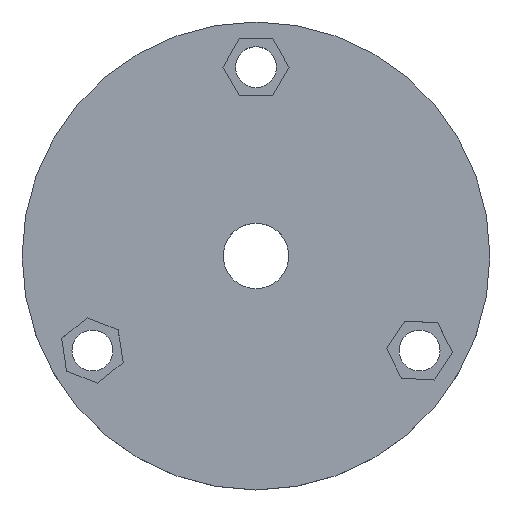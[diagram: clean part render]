
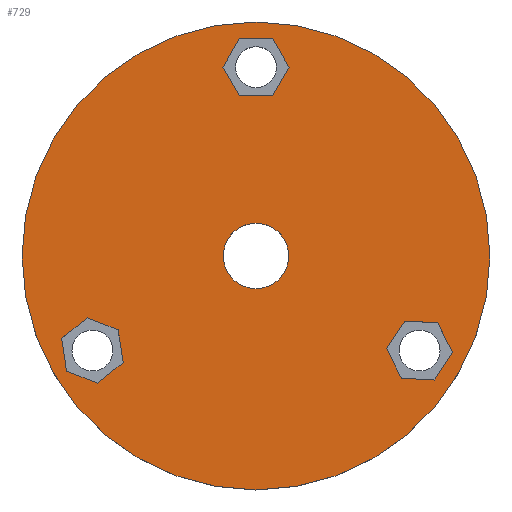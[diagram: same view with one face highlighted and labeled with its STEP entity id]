
A CAD part, top view. The second image highlights one B-rep face of the part: STEP entity #729.
In plain terms, the highlighted planar face has unit normal (0, 0, 1).
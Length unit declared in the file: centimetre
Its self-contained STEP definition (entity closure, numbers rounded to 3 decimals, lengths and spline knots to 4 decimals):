
#42=CARTESIAN_POINT('',(-3.12,5.6244,0.7));
#43=VERTEX_POINT('',#42);
#50=CARTESIAN_POINT('',(-3.5242,5.6244,0.7));
#51=VERTEX_POINT('',#50);
#52=CARTESIAN_POINT('',(-12348.3221,5.6244,0.7));
#53=DIRECTION('',(1.,-0.,0.));
#54=VECTOR('',#53,24690.);
#55=LINE('',#52,#54);
#56=EDGE_CURVE('',#51,#43,#55,.T.);
#81=CARTESIAN_POINT('',(-3.7262,5.2744,0.7));
#82=VERTEX_POINT('',#81);
#83=CARTESIAN_POINT('',(-6176.6249,-10686.4998,0.7));
#84=DIRECTION('',(0.5,0.866,-0.));
#85=VECTOR('',#84,24690.);
#86=LINE('',#83,#85);
#87=EDGE_CURVE('',#82,#51,#86,.T.);
#112=CARTESIAN_POINT('',(-3.5242,4.9244,0.7));
#113=VERTEX_POINT('',#112);
#114=CARTESIAN_POINT('',(6169.3745,-10686.8498,0.7));
#115=DIRECTION('',(-0.5,0.866,0.));
#116=VECTOR('',#115,24690.);
#117=LINE('',#114,#116);
#118=EDGE_CURVE('',#113,#82,#117,.T.);
#143=CARTESIAN_POINT('',(-3.12,4.9244,0.7));
#144=VERTEX_POINT('',#143);
#145=CARTESIAN_POINT('',(12341.6779,4.9244,0.7));
#146=DIRECTION('',(-1.,0.,0.));
#147=VECTOR('',#146,24690.);
#148=LINE('',#145,#147);
#149=EDGE_CURVE('',#144,#113,#148,.T.);
#174=CARTESIAN_POINT('',(-2.918,5.2744,0.7));
#175=VERTEX_POINT('',#174);
#176=CARTESIAN_POINT('',(6168.9813,10695.3174,0.7));
#177=DIRECTION('',(-0.5,-0.866,0.));
#178=VECTOR('',#177,24690.);
#179=LINE('',#176,#178);
#180=EDGE_CURVE('',#175,#144,#179,.T.);
#203=CARTESIAN_POINT('',(-6175.0192,10695.6674,0.7));
#204=DIRECTION('',(0.5,-0.866,0.));
#205=VECTOR('',#204,24690.);
#206=LINE('',#203,#205);
#207=EDGE_CURVE('',#43,#175,#206,.T.);
#253=CARTESIAN_POINT('',(-1.1011,2.1486,0.7));
#254=VERTEX_POINT('',#253);
#261=CARTESIAN_POINT('',(-1.5046,2.1709,0.7));
#262=VERTEX_POINT('',#261);
#263=CARTESIAN_POINT('',(-12328.5988,682.0403,0.7));
#264=DIRECTION('',(0.998,-0.055,0.));
#265=VECTOR('',#264,24690.);
#266=LINE('',#263,#265);
#267=EDGE_CURVE('',#262,#254,#266,.T.);
#292=CARTESIAN_POINT('',(-1.7256,1.8325,0.7));
#293=VERTEX_POINT('',#292);
#294=CARTESIAN_POINT('',(-6753.528,-10332.9998,0.7));
#295=DIRECTION('',(0.547,0.837,-0.));
#296=VECTOR('',#295,24690.);
#297=LINE('',#294,#296);
#298=EDGE_CURVE('',#293,#262,#297,.T.);
#323=CARTESIAN_POINT('',(-1.5431,1.4719,0.7));
#324=VERTEX_POINT('',#323);
#325=CARTESIAN_POINT('',(5572.3178,-11012.2573,0.7));
#326=DIRECTION('',(-0.452,0.892,0.));
#327=VECTOR('',#326,24690.);
#328=LINE('',#325,#327);
#329=EDGE_CURVE('',#324,#293,#328,.T.);
#354=CARTESIAN_POINT('',(-1.1396,1.4497,0.7));
#355=VERTEX_POINT('',#354);
#356=CARTESIAN_POINT('',(12323.8971,-678.3063,0.7));
#357=DIRECTION('',(-0.998,0.055,0.));
#358=VECTOR('',#357,24690.);
#359=LINE('',#356,#358);
#360=EDGE_CURVE('',#355,#324,#359,.T.);
#385=CARTESIAN_POINT('',(-0.9186,1.788,0.7));
#386=VERTEX_POINT('',#385);
#387=CARTESIAN_POINT('',(6750.8148,10336.5147,0.7));
#388=DIRECTION('',(-0.547,-0.837,0.));
#389=VECTOR('',#388,24690.);
#390=LINE('',#387,#389);
#391=EDGE_CURVE('',#386,#355,#390,.T.);
#414=CARTESIAN_POINT('',(-5575.8354,11017.6038,0.7));
#415=DIRECTION('',(0.452,-0.892,0.));
#416=VECTOR('',#415,24690.);
#417=LINE('',#414,#416);
#418=EDGE_CURVE('',#254,#386,#417,.T.);
#464=CARTESIAN_POINT('',(-5.0065,2.0627,0.7));
#465=VERTEX_POINT('',#464);
#472=CARTESIAN_POINT('',(-5.3829,2.2098,0.7));
#473=VERTEX_POINT('',#472);
#474=CARTESIAN_POINT('',(-11503.107,4494.2664,0.7));
#475=DIRECTION('',(0.931,-0.364,0.));
#476=VECTOR('',#475,24690.);
#477=LINE('',#474,#476);
#478=EDGE_CURVE('',#473,#465,#477,.T.);
#503=CARTESIAN_POINT('',(-5.6985,1.9573,0.7));
#504=VERTEX_POINT('',#503);
#505=CARTESIAN_POINT('',(-9644.4672,-7709.0726,0.7));
#506=DIRECTION('',(0.781,0.625,-0.));
#507=VECTOR('',#506,24690.);
#508=LINE('',#505,#507);
#509=EDGE_CURVE('',#504,#473,#508,.T.);
#534=CARTESIAN_POINT('',(-5.6377,1.5578,0.7));
#535=VERTEX_POINT('',#534);
#536=CARTESIAN_POINT('',(1853.0344,-12202.0886,0.7));
#537=DIRECTION('',(-0.151,0.989,0.));
#538=VECTOR('',#537,24690.);
#539=LINE('',#536,#538);
#540=EDGE_CURVE('',#535,#504,#539,.T.);
#565=CARTESIAN_POINT('',(-5.2612,1.4107,0.7));
#566=VERTEX_POINT('',#565);
#567=CARTESIAN_POINT('',(11493.8062,-4491.1708,0.7));
#568=DIRECTION('',(-0.931,0.364,0.));
#569=VECTOR('',#568,24690.);
#570=LINE('',#567,#569);
#571=EDGE_CURVE('',#566,#535,#570,.T.);
#596=CARTESIAN_POINT('',(-4.9457,1.6632,0.7));
#597=VERTEX_POINT('',#596);
#598=CARTESIAN_POINT('',(9635.6063,7714.1198,0.7));
#599=DIRECTION('',(-0.781,-0.625,0.));
#600=VECTOR('',#599,24690.);
#601=LINE('',#598,#600);
#602=EDGE_CURVE('',#597,#566,#601,.T.);
#625=CARTESIAN_POINT('',(-1863.8053,12206.5411,0.7));
#626=DIRECTION('',(0.151,-0.989,0.));
#627=VECTOR('',#626,24690.);
#628=LINE('',#625,#627);
#629=EDGE_CURVE('',#465,#597,#628,.T.);
#660=CARTESIAN_POINT('',(-3.3221,2.9662,0.7));
#661=DIRECTION('',(0.,0.,1.));
#662=DIRECTION('',(1.,0.,0.));
#663=AXIS2_PLACEMENT_3D('',#660,#661,#662);
#664=PLANE('',#663);
#665=ORIENTED_EDGE('',*,*,#56,.T.);
#666=ORIENTED_EDGE('',*,*,#207,.T.);
#667=ORIENTED_EDGE('',*,*,#180,.T.);
#668=ORIENTED_EDGE('',*,*,#149,.T.);
#669=ORIENTED_EDGE('',*,*,#118,.T.);
#670=ORIENTED_EDGE('',*,*,#87,.T.);
#671=EDGE_LOOP('',(#665,#666,#667,#668,#669,#670));
#672=FACE_BOUND('',#671,.T.);
#673=ORIENTED_EDGE('',*,*,#267,.T.);
#674=ORIENTED_EDGE('',*,*,#418,.T.);
#675=ORIENTED_EDGE('',*,*,#391,.T.);
#676=ORIENTED_EDGE('',*,*,#360,.T.);
#677=ORIENTED_EDGE('',*,*,#329,.T.);
#678=ORIENTED_EDGE('',*,*,#298,.T.);
#679=EDGE_LOOP('',(#673,#674,#675,#676,#677,#678));
#680=FACE_BOUND('',#679,.T.);
#681=ORIENTED_EDGE('',*,*,#478,.T.);
#682=ORIENTED_EDGE('',*,*,#629,.T.);
#683=ORIENTED_EDGE('',*,*,#602,.T.);
#684=ORIENTED_EDGE('',*,*,#571,.T.);
#685=ORIENTED_EDGE('',*,*,#540,.T.);
#686=ORIENTED_EDGE('',*,*,#509,.T.);
#687=EDGE_LOOP('',(#681,#682,#683,#684,#685,#686));
#688=FACE_BOUND('',#687,.T.);
#689=CARTESIAN_POINT('',(-3.7221,2.9662,0.7));
#690=VERTEX_POINT('',#689);
#691=CARTESIAN_POINT('',(-2.9221,2.9662,0.7));
#692=VERTEX_POINT('',#691);
#693=CARTESIAN_POINT('',(-3.3221,2.9662,0.7));
#694=DIRECTION('',(0.,0.,1.));
#695=DIRECTION('',(1.,0.,-0.));
#696=AXIS2_PLACEMENT_3D('',#693,#694,#695);
#697=CIRCLE('',#696,0.4);
#698=EDGE_CURVE('',#690,#692,#697,.T.);
#699=ORIENTED_EDGE('',*,*,#698,.F.);
#700=CARTESIAN_POINT('',(-3.3221,2.9662,0.7));
#701=DIRECTION('',(0.,0.,1.));
#702=DIRECTION('',(1.,0.,-0.));
#703=AXIS2_PLACEMENT_3D('',#700,#701,#702);
#704=CIRCLE('',#703,0.4);
#705=EDGE_CURVE('',#692,#690,#704,.T.);
#706=ORIENTED_EDGE('',*,*,#705,.F.);
#707=EDGE_LOOP('',(#699,#706));
#708=FACE_BOUND('',#707,.T.);
#709=CARTESIAN_POINT('',(-6.1821,2.9662,0.7));
#710=VERTEX_POINT('',#709);
#711=CARTESIAN_POINT('',(-0.4621,2.9662,0.7));
#712=VERTEX_POINT('',#711);
#713=CARTESIAN_POINT('',(-3.3221,2.9662,0.7));
#714=DIRECTION('',(0.,0.,-1.));
#715=DIRECTION('',(1.,0.,0.));
#716=AXIS2_PLACEMENT_3D('',#713,#714,#715);
#717=CIRCLE('',#716,2.86);
#718=EDGE_CURVE('',#710,#712,#717,.T.);
#719=ORIENTED_EDGE('',*,*,#718,.F.);
#720=CARTESIAN_POINT('',(-3.3221,2.9662,0.7));
#721=DIRECTION('',(0.,0.,-1.));
#722=DIRECTION('',(1.,0.,0.));
#723=AXIS2_PLACEMENT_3D('',#720,#721,#722);
#724=CIRCLE('',#723,2.86);
#725=EDGE_CURVE('',#712,#710,#724,.T.);
#726=ORIENTED_EDGE('',*,*,#725,.F.);
#727=EDGE_LOOP('',(#719,#726));
#728=FACE_BOUND('',#727,.T.);
#729=ADVANCED_FACE('',(#672,#680,#688,#708,#728),#664,.T.);
